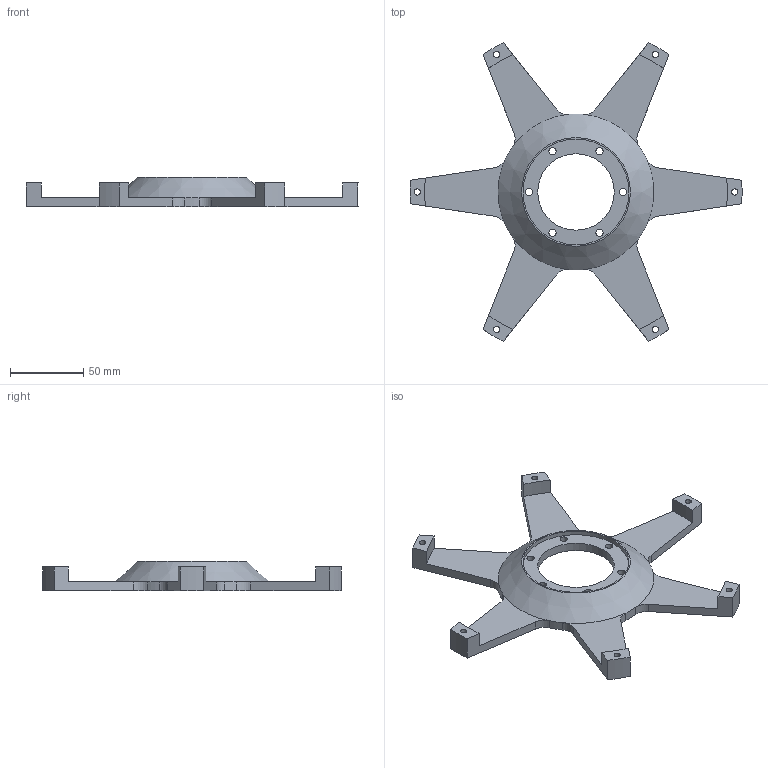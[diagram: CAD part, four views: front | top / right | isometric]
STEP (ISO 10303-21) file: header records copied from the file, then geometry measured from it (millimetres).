
FILE_DESCRIPTION(/* description */ (''),/* implementation_level */ '2;1');
FILE_NAME(/* name */ 'porte couronne v13.step',/* time_stamp */ '2023-11-24T11:05:04+01:00',/* author */ (''),/* organization */ (''),/* preprocessor_version */ 'ST-DEVELOPER v20',/* originating_system */ 'Autodesk Translation Framework v12.14.0.127',/* authorisation */ '');
FILE_SCHEMA (('AUTOMOTIVE_DESIGN { 1 0 10303 214 3 1 1 }'));
Length unit declared in the file: millimetre
Products named in the file (1): porte couronne
Bounding box: 225.94 x 203.22 x 20 mm (x, y, z)
Volume: 113207.5 mm3; surface area: 46632.2 mm2
Topology: 1 solids, 1 shells, 80 faces, 210 edges, 134 vertices
Faces by surface type: cylinder 44, plane 28, cone 8
Full cylindrical faces by diameter (mm): 4.2 x6, 5 x6, 52 x1, 72 x1
Entity records: 2579 total; most frequent: DIRECTION 476, CARTESIAN_POINT 425, ORIENTED_EDGE 420, EDGE_CURVE 210, AXIS2_PLACEMENT_3D 185, VERTEX_POINT 134, EDGE_LOOP 108, LINE 106
